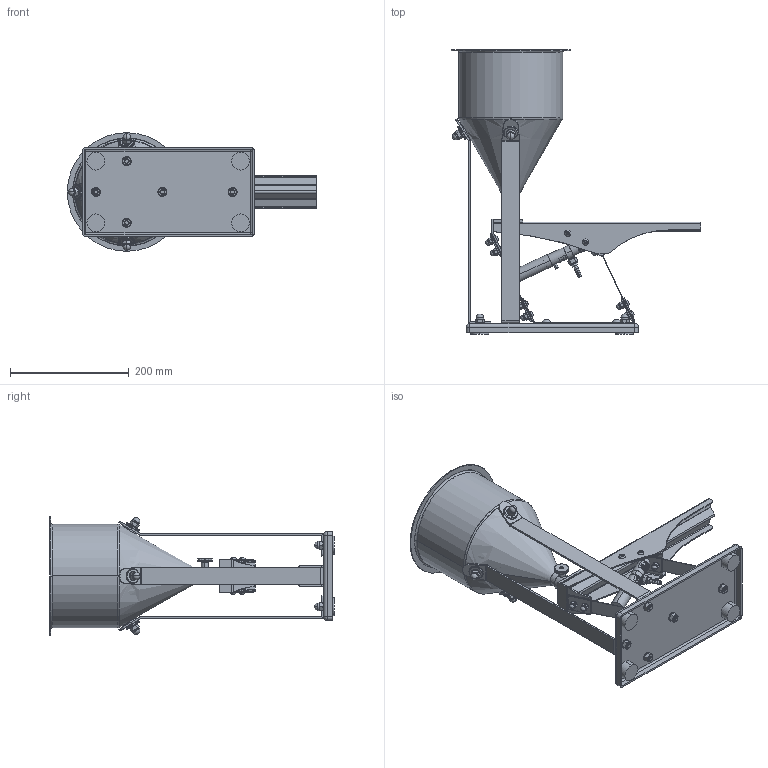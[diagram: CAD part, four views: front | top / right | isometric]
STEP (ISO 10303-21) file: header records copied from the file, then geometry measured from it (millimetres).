
FILE_DESCRIPTION (( 'STEP AP214' ), '1' );
FILE_NAME ('DosyPack 4 mit NTK 8AL.STEP', '2013-10-10T08:04:58', ( 'Netter' ), ( 'Microsoft' ), 'SwSTEP 2.0', 'SolidWorks 2010', '' );
FILE_SCHEMA (( 'AUTOMOTIVE_DESIGN' ));
Length unit declared in the file: millimetre
Products named in the file (1): DosyPack 4 mit NTK 8AL
Bounding box: 420.23 x 479.5 x 200.11 mm (x, y, z)
Volume: 700089.9 mm3; surface area: 589077.5 mm2
Topology: 13 solids, 37 shells, 3876 faces, 10859 edges, 6614 vertices
Faces by surface type: plane 1980, cylinder 720, bspline 536, cone 457, torus 99, sphere 84
Entity records: 160201 total; most frequent: CARTESIAN_POINT 47440, ORIENTED_EDGE 20490, DIRECTION 17638, EDGE_CURVE 10245, AXIS2_PLACEMENT_3D 6689, VERTEX_POINT 6614, VECTOR 4260, LINE 4260
